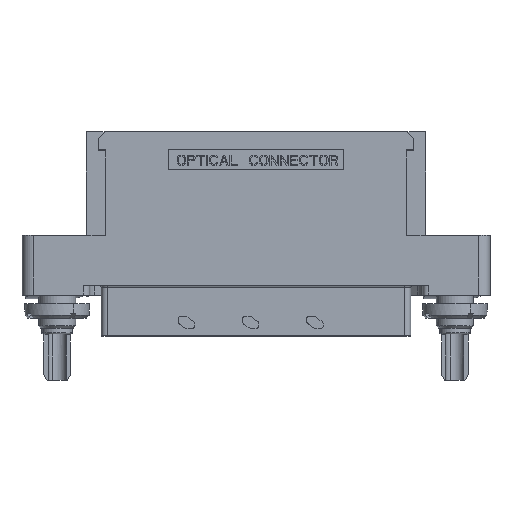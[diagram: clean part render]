
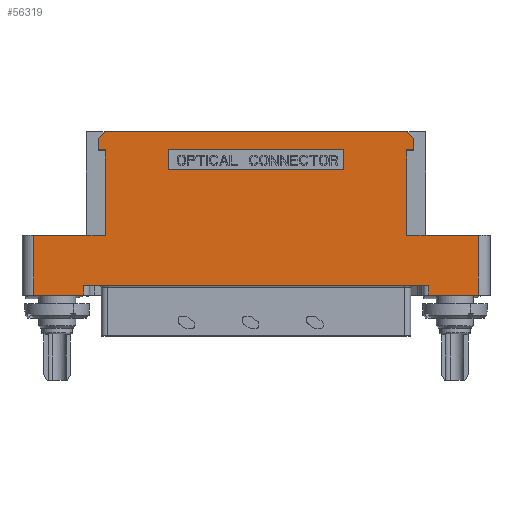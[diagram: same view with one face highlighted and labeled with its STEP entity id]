
A CAD part, top view. The second image highlights one B-rep face of the part: STEP entity #56319.
In plain terms, the highlighted planar face has unit normal (0, 0, 1).
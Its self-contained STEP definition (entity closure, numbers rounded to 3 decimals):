
#1656=DIRECTION('',(1.,0.,0.));
#1657=VECTOR('',#1656,58.9);
#1658=CARTESIAN_POINT('',(-29.45,1.7,7.));
#1659=LINE('',#1658,#1657);
#5111=DIRECTION('',(-1.,0.,0.));
#5112=VECTOR('',#5111,12.2);
#5113=CARTESIAN_POINT('',(38.,10.25,7.));
#5114=LINE('',#5113,#5112);
#9158=DIRECTION('',(-1.,0.,0.));
#9159=VECTOR('',#9158,12.2);
#9160=CARTESIAN_POINT('',(-25.8,10.25,7.));
#9161=LINE('',#9160,#9159);
#9674=DIRECTION('',(0.,-1.,0.));
#9675=VECTOR('',#9674,10.25);
#9676=CARTESIAN_POINT('',(-38.,10.25,7.));
#9677=LINE('',#9676,#9675);
#9692=DIRECTION('',(0.,-1.,0.));
#9693=VECTOR('',#9692,1.7);
#9694=CARTESIAN_POINT('',(29.45,1.7,7.));
#9695=LINE('',#9694,#9693);
#9696=DIRECTION('',(0.,1.,0.));
#9697=VECTOR('',#9696,1.7);
#9698=CARTESIAN_POINT('',(-29.45,0.,7.));
#9699=LINE('',#9698,#9697);
#9700=DIRECTION('',(-1.,0.,0.));
#9701=VECTOR('',#9700,8.55);
#9702=CARTESIAN_POINT('',(-29.45,0.,7.));
#9703=LINE('',#9702,#9701);
#9704=DIRECTION('',(0.,1.,0.));
#9705=VECTOR('',#9704,14.59);
#9706=CARTESIAN_POINT('',(-25.8,10.25,7.));
#9707=LINE('',#9706,#9705);
#9708=DIRECTION('',(-1.,0.,0.));
#9709=VECTOR('',#9708,1.2);
#9710=CARTESIAN_POINT('',(-25.8,24.84,7.));
#9711=LINE('',#9710,#9709);
#9712=DIRECTION('',(0.,-1.,0.));
#9713=VECTOR('',#9712,1.9);
#9714=CARTESIAN_POINT('',(-27.,26.74,7.));
#9715=LINE('',#9714,#9713);
#9716=DIRECTION('',(1.,0.,0.));
#9717=VECTOR('',#9716,51.6);
#9718=CARTESIAN_POINT('',(-25.8,27.94,7.));
#9719=LINE('',#9718,#9717);
#9720=DIRECTION('',(0.,-1.,0.));
#9721=VECTOR('',#9720,1.9);
#9722=CARTESIAN_POINT('',(27.,26.74,7.));
#9723=LINE('',#9722,#9721);
#9724=DIRECTION('',(-1.,0.,0.));
#9725=VECTOR('',#9724,1.2);
#9726=CARTESIAN_POINT('',(27.,24.84,7.));
#9727=LINE('',#9726,#9725);
#9728=DIRECTION('',(0.,-1.,0.));
#9729=VECTOR('',#9728,14.59);
#9730=CARTESIAN_POINT('',(25.8,24.84,7.));
#9731=LINE('',#9730,#9729);
#9732=DIRECTION('',(-1.,0.,0.));
#9733=VECTOR('',#9732,8.55);
#9734=CARTESIAN_POINT('',(38.,0.,7.));
#9735=LINE('',#9734,#9733);
#9736=DIRECTION('',(0.,-1.,0.));
#9737=VECTOR('',#9736,3.5);
#9738=CARTESIAN_POINT('',(-15.,24.94,7.));
#9739=LINE('',#9738,#9737);
#9740=DIRECTION('',(1.,0.,0.));
#9741=VECTOR('',#9740,30.);
#9742=CARTESIAN_POINT('',(-15.,21.44,7.));
#9743=LINE('',#9742,#9741);
#9744=DIRECTION('',(0.,1.,0.));
#9745=VECTOR('',#9744,3.5);
#9746=CARTESIAN_POINT('',(15.,21.44,7.));
#9747=LINE('',#9746,#9745);
#9748=DIRECTION('',(-1.,0.,0.));
#9749=VECTOR('',#9748,30.);
#9750=CARTESIAN_POINT('',(15.,24.94,7.));
#9751=LINE('',#9750,#9749);
#10787=DIRECTION('',(0.707,-0.707,0.));
#10788=VECTOR('',#10787,1.697);
#10789=CARTESIAN_POINT('',(25.8,27.94,7.));
#10790=LINE('',#10789,#10788);
#10811=DIRECTION('',(-0.707,-0.707,0.));
#10812=VECTOR('',#10811,1.697);
#10813=CARTESIAN_POINT('',(-25.8,27.94,7.));
#10814=LINE('',#10813,#10812);
#25266=DIRECTION('',(0.,1.,0.));
#25267=VECTOR('',#25266,10.25);
#25268=CARTESIAN_POINT('',(38.,0.,7.));
#25269=LINE('',#25268,#25267);
#41011=CARTESIAN_POINT('',(-25.8,10.25,7.));
#41012=CARTESIAN_POINT('',(-25.8,24.84,7.));
#41013=VERTEX_POINT('',#41011);
#41014=VERTEX_POINT('',#41012);
#41015=CARTESIAN_POINT('',(-27.,24.84,7.));
#41016=VERTEX_POINT('',#41015);
#41017=CARTESIAN_POINT('',(27.,24.84,7.));
#41018=CARTESIAN_POINT('',(25.8,24.84,7.));
#41019=VERTEX_POINT('',#41017);
#41020=VERTEX_POINT('',#41018);
#41021=CARTESIAN_POINT('',(25.8,10.25,7.));
#41022=VERTEX_POINT('',#41021);
#41023=CARTESIAN_POINT('',(-25.8,27.94,7.));
#41025=VERTEX_POINT('',#41023);
#41027=CARTESIAN_POINT('',(-27.,26.74,7.));
#41029=VERTEX_POINT('',#41027);
#41031=CARTESIAN_POINT('',(25.8,27.94,7.));
#41033=VERTEX_POINT('',#41031);
#41035=CARTESIAN_POINT('',(27.,26.74,7.));
#41037=VERTEX_POINT('',#41035);
#41111=CARTESIAN_POINT('',(38.,0.,7.));
#41112=CARTESIAN_POINT('',(38.,10.25,7.));
#41113=VERTEX_POINT('',#41111);
#41114=VERTEX_POINT('',#41112);
#41119=CARTESIAN_POINT('',(-38.,10.25,7.));
#41120=CARTESIAN_POINT('',(-38.,0.,7.));
#41121=VERTEX_POINT('',#41119);
#41122=VERTEX_POINT('',#41120);
#43011=CARTESIAN_POINT('',(29.45,0.,7.));
#43013=VERTEX_POINT('',#43011);
#43017=CARTESIAN_POINT('',(29.45,1.7,7.));
#43018=VERTEX_POINT('',#43017);
#43023=CARTESIAN_POINT('',(-29.45,0.,7.));
#43024=VERTEX_POINT('',#43023);
#43025=CARTESIAN_POINT('',(-29.45,1.7,7.));
#43026=VERTEX_POINT('',#43025);
#44293=CARTESIAN_POINT('',(-15.,24.94,7.));
#44294=VERTEX_POINT('',#44293);
#44295=CARTESIAN_POINT('',(-15.,21.44,7.));
#44296=VERTEX_POINT('',#44295);
#44297=CARTESIAN_POINT('',(15.,21.44,7.));
#44298=VERTEX_POINT('',#44297);
#44299=CARTESIAN_POINT('',(15.,24.94,7.));
#44300=VERTEX_POINT('',#44299);
#56272=CARTESIAN_POINT('',(0.,0.,7.));
#56273=DIRECTION('',(0.,0.,-1.));
#56274=DIRECTION('',(-1.,0.,0.));
#56275=AXIS2_PLACEMENT_3D('',#56272,#56273,#56274);
#56276=PLANE('',#56275);
#56278=ORIENTED_EDGE('',*,*,#56277,.F.);
#56279=ORIENTED_EDGE('',*,*,#51567,.F.);
#56281=ORIENTED_EDGE('',*,*,#56280,.F.);
#56282=ORIENTED_EDGE('',*,*,#53975,.T.);
#56283=ORIENTED_EDGE('',*,*,#56264,.F.);
#56284=ORIENTED_EDGE('',*,*,#55986,.F.);
#56286=ORIENTED_EDGE('',*,*,#56285,.T.);
#56288=ORIENTED_EDGE('',*,*,#56287,.T.);
#56290=ORIENTED_EDGE('',*,*,#56289,.F.);
#56292=ORIENTED_EDGE('',*,*,#56291,.F.);
#56294=ORIENTED_EDGE('',*,*,#56293,.T.);
#56296=ORIENTED_EDGE('',*,*,#56295,.T.);
#56298=ORIENTED_EDGE('',*,*,#56297,.T.);
#56300=ORIENTED_EDGE('',*,*,#56299,.T.);
#56302=ORIENTED_EDGE('',*,*,#56301,.T.);
#56303=ORIENTED_EDGE('',*,*,#53631,.F.);
#56305=ORIENTED_EDGE('',*,*,#56304,.F.);
#56306=ORIENTED_EDGE('',*,*,#51669,.T.);
#56307=EDGE_LOOP('',(#56278,#56279,#56281,#56282,#56283,#56284,#56286,#56288,
#56290,#56292,#56294,#56296,#56298,#56300,#56302,#56303,#56305,#56306));
#56308=FACE_OUTER_BOUND('',#56307,.F.);
#56310=ORIENTED_EDGE('',*,*,#56309,.T.);
#56312=ORIENTED_EDGE('',*,*,#56311,.T.);
#56314=ORIENTED_EDGE('',*,*,#56313,.T.);
#56316=ORIENTED_EDGE('',*,*,#56315,.T.);
#56317=EDGE_LOOP('',(#56310,#56312,#56314,#56316));
#56318=FACE_BOUND('',#56317,.F.);
#56319=ADVANCED_FACE('',(#56308,#56318),#56276,.F.);
#51567=EDGE_CURVE('',#43026,#43018,#1659,.T.);
#51669=EDGE_CURVE('',#41113,#43013,#9735,.T.);
#53631=EDGE_CURVE('',#41114,#41022,#5114,.T.);
#53975=EDGE_CURVE('',#43024,#41122,#9703,.T.);
#55986=EDGE_CURVE('',#41013,#41121,#9161,.T.);
#56264=EDGE_CURVE('',#41121,#41122,#9677,.T.);
#56277=EDGE_CURVE('',#43018,#43013,#9695,.T.);
#56280=EDGE_CURVE('',#43024,#43026,#9699,.T.);
#56285=EDGE_CURVE('',#41013,#41014,#9707,.T.);
#56287=EDGE_CURVE('',#41014,#41016,#9711,.T.);
#56289=EDGE_CURVE('',#41029,#41016,#9715,.T.);
#56291=EDGE_CURVE('',#41025,#41029,#10814,.T.);
#56293=EDGE_CURVE('',#41025,#41033,#9719,.T.);
#56295=EDGE_CURVE('',#41033,#41037,#10790,.T.);
#56297=EDGE_CURVE('',#41037,#41019,#9723,.T.);
#56299=EDGE_CURVE('',#41019,#41020,#9727,.T.);
#56301=EDGE_CURVE('',#41020,#41022,#9731,.T.);
#56304=EDGE_CURVE('',#41113,#41114,#25269,.T.);
#56309=EDGE_CURVE('',#44294,#44296,#9739,.T.);
#56311=EDGE_CURVE('',#44296,#44298,#9743,.T.);
#56313=EDGE_CURVE('',#44298,#44300,#9747,.T.);
#56315=EDGE_CURVE('',#44300,#44294,#9751,.T.);
